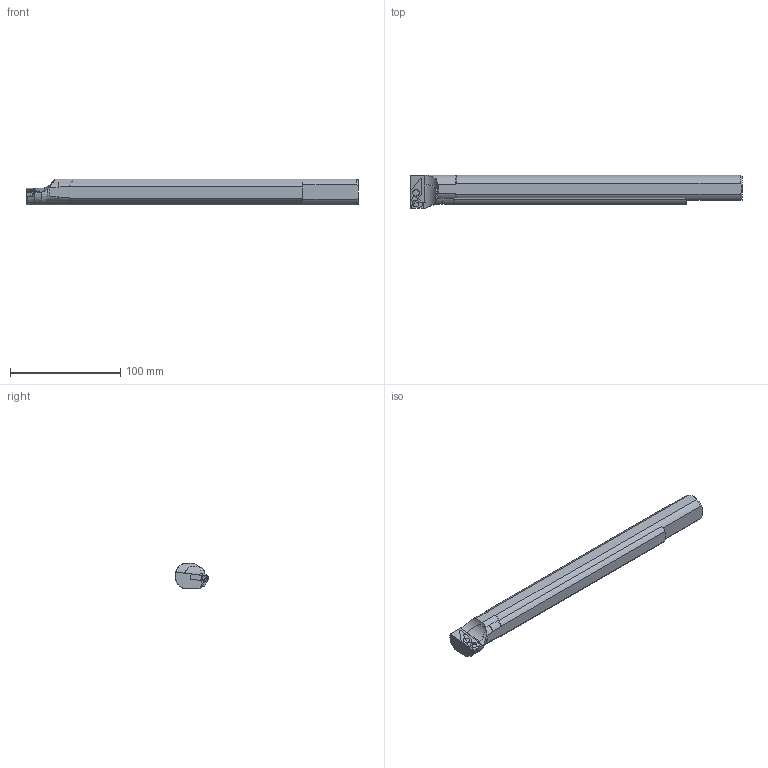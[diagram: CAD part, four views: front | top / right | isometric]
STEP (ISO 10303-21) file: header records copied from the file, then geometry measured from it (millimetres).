
FILE_DESCRIPTION(/* description */ (''),/* implementation_level */ '2;1');
FILE_NAME(/* name */ 'S20SSWLCR06_SIM.stp',/* time_stamp */ '2022-11-24T07:37:46+01:00',/* author */ (''),/* organization */ (''),/* preprocessor_version */ 'ST-DEVELOPER v18.102',/* originating_system */ 'SIEMENS PLM Software NX 2027',/* authorisation */ '');
FILE_SCHEMA (('AUTOMOTIVE_DESIGN { 1 0 10303 214 3 1 1 1 }'));
Length unit declared in the file: millimetre
Products named in the file (1): model1
Bounding box: 301.73 x 30.86 x 23 mm (x, y, z)
Volume: 205427.2 mm3; surface area: 40469.6 mm2
Topology: 4 solids, 4 shells, 96 faces, 261 edges, 173 vertices
Faces by surface type: plane 33, cylinder 22, cone 20, torus 15, bspline 6
Full cylindrical faces by diameter (mm): 4.4 x2, 6 x2
Entity records: 3706 total; most frequent: CARTESIAN_POINT 1420, ORIENTED_EDGE 508, DIRECTION 408, EDGE_CURVE 254, VERTEX_POINT 172, AXIS2_PLACEMENT_3D 162, EDGE_LOOP 106, ADVANCED_FACE 96
